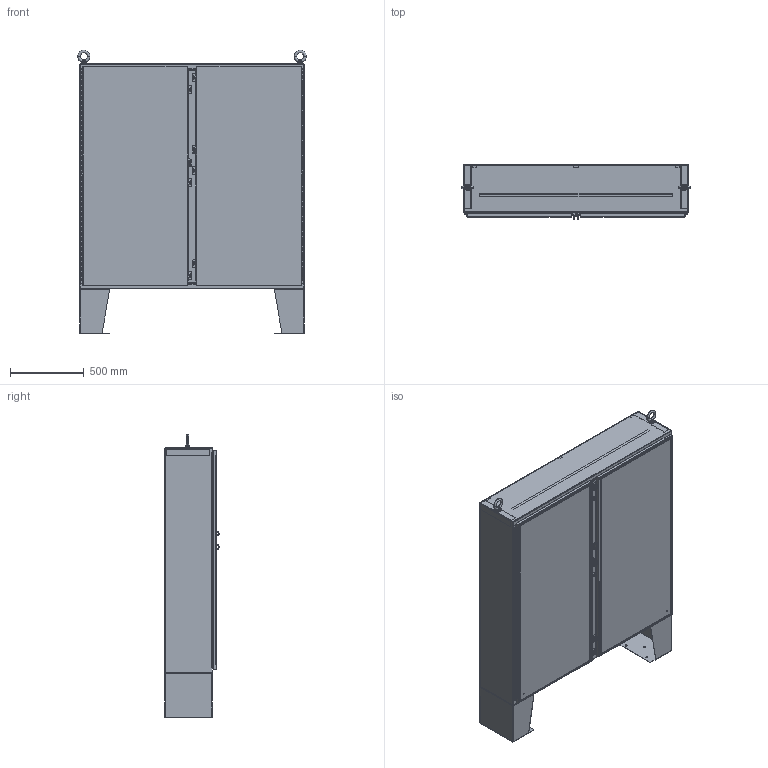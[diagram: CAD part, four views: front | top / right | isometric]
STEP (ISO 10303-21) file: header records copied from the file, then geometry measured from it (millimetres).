
FILE_DESCRIPTION (( 'STEP AP203' ), '1' );
FILE_NAME ('1422N4SSD12F_Default.step', '2019-11-04T21:02:24', ( '' ), ( '' ), 'SwSTEP 2.0', 'SolidWorks 2019', '' );
FILE_SCHEMA (( 'CONFIG_CONTROL_DESIGN' ));
Length unit declared in the file: inch
Products named in the file (1): 1422N4SSD12F_Default
Bounding box: 1552.48 x 367.49 x 1924.91 mm (x, y, z)
Volume: 27706373.7 mm3; surface area: 21978954.1 mm2
Topology: 107 solids, 109 shells, 3390 faces, 8886 edges, 5762 vertices
Faces by surface type: plane 1754, cylinder 1440, bspline 152, cone 28, torus 16
Entity records: 115757 total; most frequent: CARTESIAN_POINT 30553, DIRECTION 17954, ORIENTED_EDGE 17740, EDGE_CURVE 8870, AXIS2_PLACEMENT_3D 6221, VERTEX_POINT 5762, VECTOR 5512, LINE 5512
